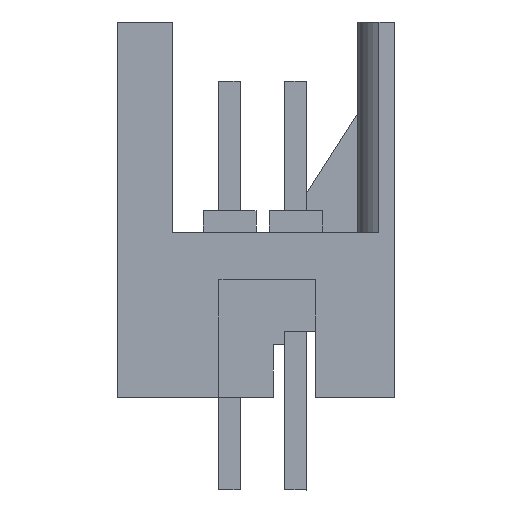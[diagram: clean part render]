
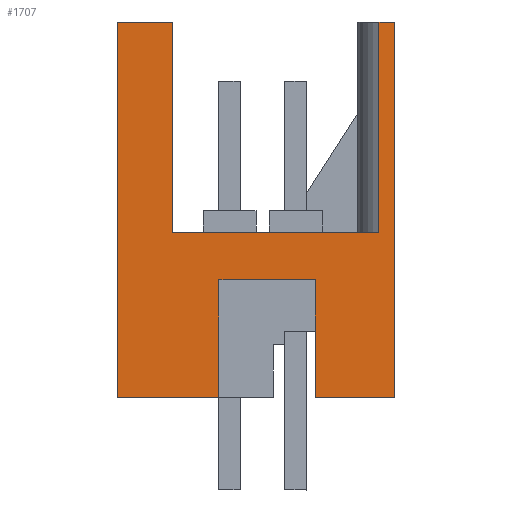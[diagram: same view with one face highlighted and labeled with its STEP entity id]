
A CAD part, left-side view. The second image highlights one B-rep face of the part: STEP entity #1707.
In plain terms, the highlighted planar face has unit normal (-1, 0, 0).
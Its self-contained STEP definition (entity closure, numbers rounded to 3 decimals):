
#1637=AXIS2_PLACEMENT_3D('Plane Axis2P3D',#1634,#1635,#1636) ;
#297=CARTESIAN_POINT('Vertex',(0.,6.65,3.5)) ;
#300=CARTESIAN_POINT('Line Origine',(0.,8.575,3.5)) ;
#304=CARTESIAN_POINT('Vertex',(0.,10.5,3.5)) ;
#1545=CARTESIAN_POINT('Vertex',(0.,3.,3.5)) ;
#1548=CARTESIAN_POINT('Line Origine',(0.,3.,5.725)) ;
#1552=CARTESIAN_POINT('Vertex',(0.,3.,7.95)) ;
#1568=CARTESIAN_POINT('Line Origine',(0.,4.825,7.95)) ;
#1572=CARTESIAN_POINT('Vertex',(0.,6.65,7.95)) ;
#1587=CARTESIAN_POINT('Line Origine',(0.,6.65,5.725)) ;
#1634=CARTESIAN_POINT('Axis2P3D Location',(0.,10.5,0.)) ;
#1639=CARTESIAN_POINT('Line Origine',(0.,1.5,3.5)) ;
#1643=CARTESIAN_POINT('Vertex',(0.,0.,3.5)) ;
#1646=CARTESIAN_POINT('Line Origine',(0.,0.,10.6)) ;
#1650=CARTESIAN_POINT('Vertex',(0.,0.,17.7)) ;
#1653=CARTESIAN_POINT('Line Origine',(0.,0.3,17.7)) ;
#1657=CARTESIAN_POINT('Vertex',(0.,0.6,17.7)) ;
#1660=CARTESIAN_POINT('Line Origine',(0.,0.6,13.725)) ;
#1664=CARTESIAN_POINT('Vertex',(0.,0.6,9.75)) ;
#1667=CARTESIAN_POINT('Line Origine',(0.,4.5,9.75)) ;
#1671=CARTESIAN_POINT('Vertex',(0.,8.4,9.75)) ;
#1674=CARTESIAN_POINT('Line Origine',(0.,8.4,13.725)) ;
#1678=CARTESIAN_POINT('Vertex',(0.,8.4,17.7)) ;
#1681=CARTESIAN_POINT('Line Origine',(0.,9.45,17.7)) ;
#1685=CARTESIAN_POINT('Vertex',(0.,10.5,17.7)) ;
#1688=CARTESIAN_POINT('Line Origine',(0.,10.5,10.6)) ;
#301=DIRECTION('Vector Direction',(0.,1.,0.)) ;
#1549=DIRECTION('Vector Direction',(0.,0.,1.)) ;
#1569=DIRECTION('Vector Direction',(0.,-1.,0.)) ;
#1588=DIRECTION('Vector Direction',(0.,0.,1.)) ;
#1635=DIRECTION('Axis2P3D Direction',(-1.,0.,0.)) ;
#1636=DIRECTION('Axis2P3D XDirection',(0.,-1.,0.)) ;
#1640=DIRECTION('Vector Direction',(0.,1.,0.)) ;
#1647=DIRECTION('Vector Direction',(0.,0.,-1.)) ;
#1654=DIRECTION('Vector Direction',(0.,1.,0.)) ;
#1661=DIRECTION('Vector Direction',(0.,0.,1.)) ;
#1668=DIRECTION('Vector Direction',(0.,-1.,0.)) ;
#1675=DIRECTION('Vector Direction',(0.,0.,1.)) ;
#1682=DIRECTION('Vector Direction',(0.,1.,0.)) ;
#1689=DIRECTION('Vector Direction',(0.,0.,-1.)) ;
#302=VECTOR('Line Direction',#301,1.) ;
#1550=VECTOR('Line Direction',#1549,1.) ;
#1570=VECTOR('Line Direction',#1569,1.) ;
#1589=VECTOR('Line Direction',#1588,1.) ;
#1641=VECTOR('Line Direction',#1640,1.) ;
#1648=VECTOR('Line Direction',#1647,1.) ;
#1655=VECTOR('Line Direction',#1654,1.) ;
#1662=VECTOR('Line Direction',#1661,1.) ;
#1669=VECTOR('Line Direction',#1668,1.) ;
#1676=VECTOR('Line Direction',#1675,1.) ;
#1683=VECTOR('Line Direction',#1682,1.) ;
#1690=VECTOR('Line Direction',#1689,1.) ;
#1694=ORIENTED_EDGE('',*,*,#1554,.T.) ;
#1695=ORIENTED_EDGE('',*,*,#1645,.T.) ;
#1696=ORIENTED_EDGE('',*,*,#1652,.T.) ;
#1697=ORIENTED_EDGE('',*,*,#1659,.T.) ;
#1698=ORIENTED_EDGE('',*,*,#1666,.T.) ;
#1699=ORIENTED_EDGE('',*,*,#1673,.T.) ;
#1700=ORIENTED_EDGE('',*,*,#1680,.T.) ;
#1701=ORIENTED_EDGE('',*,*,#1687,.T.) ;
#1702=ORIENTED_EDGE('',*,*,#1692,.T.) ;
#1703=ORIENTED_EDGE('',*,*,#306,.T.) ;
#1704=ORIENTED_EDGE('',*,*,#1591,.F.) ;
#1705=ORIENTED_EDGE('',*,*,#1574,.F.) ;
#1707=ADVANCED_FACE('HOUSING',(#1706),#1638,.T.) ;
#306=EDGE_CURVE('',#305,#298,#303,.F.) ;
#1554=EDGE_CURVE('',#1553,#1546,#1551,.F.) ;
#1574=EDGE_CURVE('',#1553,#1573,#1571,.F.) ;
#1591=EDGE_CURVE('',#1573,#298,#1590,.F.) ;
#1645=EDGE_CURVE('',#1546,#1644,#1642,.F.) ;
#1652=EDGE_CURVE('',#1644,#1651,#1649,.F.) ;
#1659=EDGE_CURVE('',#1651,#1658,#1656,.T.) ;
#1666=EDGE_CURVE('',#1658,#1665,#1663,.F.) ;
#1673=EDGE_CURVE('',#1665,#1672,#1670,.F.) ;
#1680=EDGE_CURVE('',#1672,#1679,#1677,.T.) ;
#1687=EDGE_CURVE('',#1679,#1686,#1684,.T.) ;
#1692=EDGE_CURVE('',#1686,#305,#1691,.T.) ;
#1693=EDGE_LOOP('',(#1694,#1695,#1696,#1697,#1698,#1699,#1700,#1701,#1702,#1703,#1704,#1705)) ;
#1706=FACE_OUTER_BOUND('',#1693,.T.) ;
#303=LINE('Line',#300,#302) ;
#1551=LINE('Line',#1548,#1550) ;
#1571=LINE('Line',#1568,#1570) ;
#1590=LINE('Line',#1587,#1589) ;
#1642=LINE('Line',#1639,#1641) ;
#1649=LINE('Line',#1646,#1648) ;
#1656=LINE('Line',#1653,#1655) ;
#1663=LINE('Line',#1660,#1662) ;
#1670=LINE('Line',#1667,#1669) ;
#1677=LINE('Line',#1674,#1676) ;
#1684=LINE('Line',#1681,#1683) ;
#1691=LINE('Line',#1688,#1690) ;
#1638=PLANE('',#1637) ;
#298=VERTEX_POINT('',#297) ;
#305=VERTEX_POINT('',#304) ;
#1546=VERTEX_POINT('',#1545) ;
#1553=VERTEX_POINT('',#1552) ;
#1573=VERTEX_POINT('',#1572) ;
#1644=VERTEX_POINT('',#1643) ;
#1651=VERTEX_POINT('',#1650) ;
#1658=VERTEX_POINT('',#1657) ;
#1665=VERTEX_POINT('',#1664) ;
#1672=VERTEX_POINT('',#1671) ;
#1679=VERTEX_POINT('',#1678) ;
#1686=VERTEX_POINT('',#1685) ;
